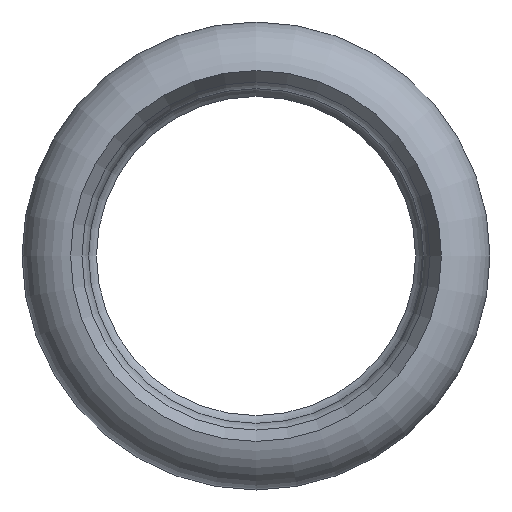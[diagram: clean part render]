
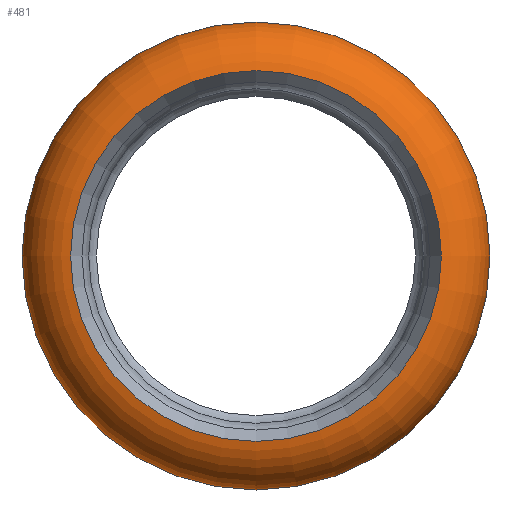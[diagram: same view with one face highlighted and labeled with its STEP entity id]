
A CAD part, left-side view. The second image highlights one B-rep face of the part: STEP entity #481.
In plain terms, the highlighted toroidal (fillet/blend) face has major radius 11.631 mm and minor radius 3.772 mm.
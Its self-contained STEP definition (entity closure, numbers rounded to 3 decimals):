
#51=FACE_OUTER_BOUND('',#73,.T.);
#73=EDGE_LOOP('',(#307,#308,#309,#310,#311,#312,#313,#314));
#95=CIRCLE('',#524,12.65);
#96=CIRCLE('',#525,12.65);
#97=CIRCLE('',#526,3.772);
#98=CIRCLE('',#527,12.2);
#99=CIRCLE('',#528,12.2);
#100=CIRCLE('',#529,12.2);
#101=CIRCLE('',#530,12.65);
#165=VERTEX_POINT('',#815);
#166=VERTEX_POINT('',#816);
#167=VERTEX_POINT('',#818);
#168=VERTEX_POINT('',#820);
#169=VERTEX_POINT('',#822);
#170=VERTEX_POINT('',#824);
#225=EDGE_CURVE('',#165,#166,#95,.T.);
#226=EDGE_CURVE('',#167,#165,#96,.T.);
#227=EDGE_CURVE('',#167,#168,#97,.T.);
#228=EDGE_CURVE('',#168,#169,#98,.T.);
#229=EDGE_CURVE('',#169,#170,#99,.T.);
#230=EDGE_CURVE('',#170,#168,#100,.T.);
#231=EDGE_CURVE('',#166,#167,#101,.T.);
#307=ORIENTED_EDGE('',*,*,#225,.F.);
#308=ORIENTED_EDGE('',*,*,#226,.F.);
#309=ORIENTED_EDGE('',*,*,#227,.T.);
#310=ORIENTED_EDGE('',*,*,#228,.T.);
#311=ORIENTED_EDGE('',*,*,#229,.T.);
#312=ORIENTED_EDGE('',*,*,#230,.T.);
#313=ORIENTED_EDGE('',*,*,#227,.F.);
#314=ORIENTED_EDGE('',*,*,#231,.F.);
#471=TOROIDAL_SURFACE('',#523,11.631,3.772);
#481=ADVANCED_FACE('',(#51),#471,.T.);
#523=AXIS2_PLACEMENT_3D('',#814,#617,#618);
#524=AXIS2_PLACEMENT_3D('',#817,#619,#620);
#525=AXIS2_PLACEMENT_3D('',#819,#621,#622);
#526=AXIS2_PLACEMENT_3D('',#821,#623,#624);
#527=AXIS2_PLACEMENT_3D('',#823,#625,#626);
#528=AXIS2_PLACEMENT_3D('',#825,#627,#628);
#529=AXIS2_PLACEMENT_3D('',#826,#629,#630);
#530=AXIS2_PLACEMENT_3D('',#827,#631,#632);
#617=DIRECTION('center_axis',(1.,0.,0.));
#618=DIRECTION('ref_axis',(0.,0.,1.));
#619=DIRECTION('center_axis',(1.,0.,0.));
#620=DIRECTION('ref_axis',(0.,1.,0.));
#621=DIRECTION('center_axis',(1.,0.,0.));
#622=DIRECTION('ref_axis',(0.,1.,0.));
#623=DIRECTION('center_axis',(0.,1.,0.));
#624=DIRECTION('ref_axis',(0.,0.,-1.));
#625=DIRECTION('center_axis',(1.,0.,0.));
#626=DIRECTION('ref_axis',(0.,1.,0.));
#627=DIRECTION('center_axis',(1.,0.,0.));
#628=DIRECTION('ref_axis',(0.,1.,0.));
#629=DIRECTION('center_axis',(1.,0.,0.));
#630=DIRECTION('ref_axis',(0.,1.,0.));
#631=DIRECTION('center_axis',(1.,0.,0.));
#632=DIRECTION('ref_axis',(0.,1.,0.));
#814=CARTESIAN_POINT('Origin',(-22.521,0.,0.));
#815=CARTESIAN_POINT('',(-18.889,12.65,0.));
#816=CARTESIAN_POINT('',(-18.889,-12.65,0.));
#817=CARTESIAN_POINT('Origin',(-18.889,0.,0.));
#818=CARTESIAN_POINT('',(-18.889,0.,-12.65));
#819=CARTESIAN_POINT('Origin',(-18.889,0.,0.));
#820=CARTESIAN_POINT('',(-26.25,0.,-12.2));
#821=CARTESIAN_POINT('Origin',(-22.521,0.,-11.631));
#822=CARTESIAN_POINT('',(-26.25,12.2,0.));
#823=CARTESIAN_POINT('Origin',(-26.25,0.,0.));
#824=CARTESIAN_POINT('',(-26.25,-12.2,0.));
#825=CARTESIAN_POINT('Origin',(-26.25,0.,0.));
#826=CARTESIAN_POINT('Origin',(-26.25,0.,0.));
#827=CARTESIAN_POINT('Origin',(-18.889,0.,0.));
